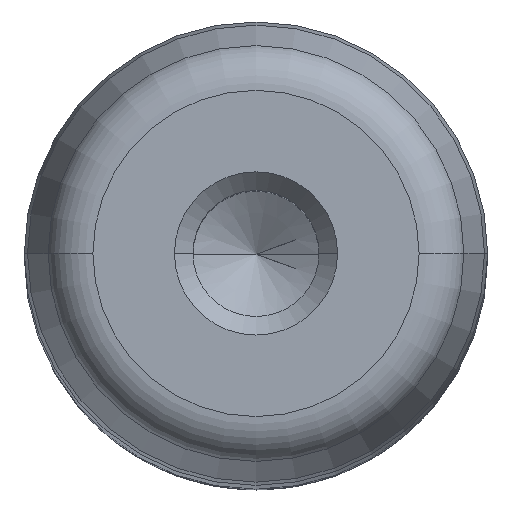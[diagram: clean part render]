
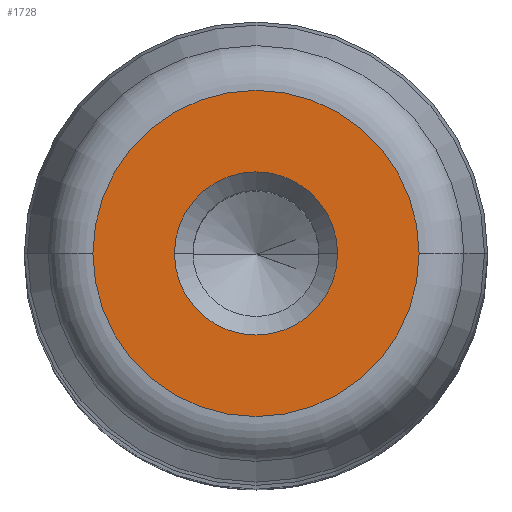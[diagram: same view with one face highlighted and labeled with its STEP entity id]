
A CAD part, top view. The second image highlights one B-rep face of the part: STEP entity #1728.
In plain terms, the highlighted planar face has unit normal (0, 0, 1).
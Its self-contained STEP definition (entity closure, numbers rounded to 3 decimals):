
#318 = CARTESIAN_POINT ( 'NONE',  ( 0., 0., 160. ) ) ;
#455 = DIRECTION ( 'NONE',  ( 1., 0., 0. ) ) ;
#701 = DIRECTION ( 'NONE',  ( -1., 0., 0. ) ) ;
#714 = CARTESIAN_POINT ( 'NONE',  ( -4.4, 0., 160. ) ) ;
#735 = DIRECTION ( 'NONE',  ( 0., 0., -1. ) ) ;
#849 = ORIENTED_EDGE ( 'NONE', *, *, #2476, .F. ) ;
#871 = AXIS2_PLACEMENT_3D ( 'NONE', #2215, #1451, #701 ) ;
#876 = VERTEX_POINT ( 'NONE', #714 ) ;
#954 = VERTEX_POINT ( 'NONE', #2102 ) ;
#1117 = CIRCLE ( 'NONE', #2894, 8.799 ) ;
#1134 = DIRECTION ( 'NONE',  ( -1., 0., 0. ) ) ;
#1147 = EDGE_CURVE ( 'NONE', #876, #954, #1179, .T. ) ;
#1172 = ORIENTED_EDGE ( 'NONE', *, *, #2060, .F. ) ;
#1179 = CIRCLE ( 'NONE', #1494, 4.4 ) ;
#1283 = DIRECTION ( 'NONE',  ( 1., 0., 0. ) ) ;
#1435 = FACE_BOUND ( 'NONE', #2412, .T. ) ;
#1451 = DIRECTION ( 'NONE',  ( 0., 0., -1. ) ) ;
#1473 = CARTESIAN_POINT ( 'NONE',  ( 8.799, 0., 160. ) ) ;
#1494 = AXIS2_PLACEMENT_3D ( 'NONE', #1730, #735, #2450 ) ;
#1705 = CIRCLE ( 'NONE', #871, 8.799 ) ;
#1728 = ADVANCED_FACE ( 'NONE', ( #1435, #3031 ), #2518, .T. ) ;
#1730 = CARTESIAN_POINT ( 'NONE',  ( 0., 0., 160. ) ) ;
#1838 = AXIS2_PLACEMENT_3D ( 'NONE', #318, #3037, #1283 ) ;
#1903 = DIRECTION ( 'NONE',  ( 0., 0., -1. ) ) ;
#2060 = EDGE_CURVE ( 'NONE', #2455, #2679, #1705, .T. ) ;
#2102 = CARTESIAN_POINT ( 'NONE',  ( 4.4, 0., 160. ) ) ;
#2163 = ORIENTED_EDGE ( 'NONE', *, *, #2602, .T. ) ;
#2215 = CARTESIAN_POINT ( 'NONE',  ( 0., 0., 160. ) ) ;
#2229 = DIRECTION ( 'NONE',  ( 0., 0., -1. ) ) ;
#2294 = EDGE_LOOP ( 'NONE', ( #1172, #849 ) ) ;
#2352 = ORIENTED_EDGE ( 'NONE', *, *, #1147, .T. ) ;
#2412 = EDGE_LOOP ( 'NONE', ( #2163, #2352 ) ) ;
#2450 = DIRECTION ( 'NONE',  ( 1., 0., 0. ) ) ;
#2455 = VERTEX_POINT ( 'NONE', #2872 ) ;
#2476 = EDGE_CURVE ( 'NONE', #2679, #2455, #1117, .T. ) ;
#2518 = PLANE ( 'NONE',  #1838 ) ;
#2602 = EDGE_CURVE ( 'NONE', #954, #876, #2780, .T. ) ;
#2617 = CARTESIAN_POINT ( 'NONE',  ( 0., 0., 160. ) ) ;
#2679 = VERTEX_POINT ( 'NONE', #1473 ) ;
#2780 = CIRCLE ( 'NONE', #2804, 4.4 ) ;
#2804 = AXIS2_PLACEMENT_3D ( 'NONE', #3172, #2229, #455 ) ;
#2872 = CARTESIAN_POINT ( 'NONE',  ( -8.799, 0., 160. ) ) ;
#2894 = AXIS2_PLACEMENT_3D ( 'NONE', #2617, #1903, #1134 ) ;
#3031 = FACE_OUTER_BOUND ( 'NONE', #2294, .T. ) ;
#3037 = DIRECTION ( 'NONE',  ( 0., 0., 1. ) ) ;
#3172 = CARTESIAN_POINT ( 'NONE',  ( 0., 0., 160. ) ) ;
